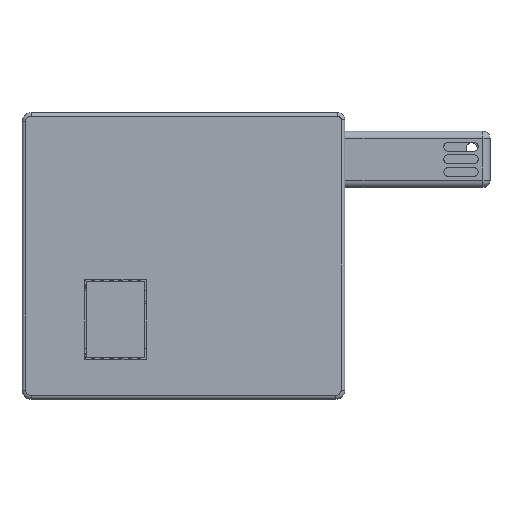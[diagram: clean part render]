
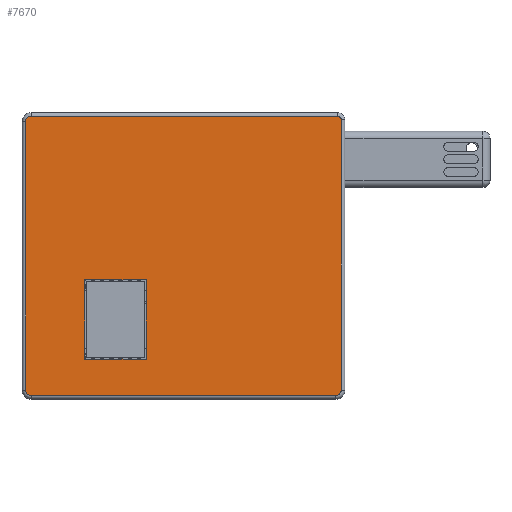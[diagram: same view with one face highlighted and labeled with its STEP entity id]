
A CAD part, top view. The second image highlights one B-rep face of the part: STEP entity #7670.
In plain terms, the highlighted planar face has unit normal (0, 0, 1).
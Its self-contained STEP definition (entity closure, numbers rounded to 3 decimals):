
#2014=FACE_BOUND('',#15486,.T.);
#2972=CIRCLE('',#57738,1.5);
#2973=CIRCLE('',#57739,1.);
#2974=CIRCLE('',#57740,1.5);
#2975=CIRCLE('',#57741,1.5);
#7670=ADVANCED_FACE('',(#2014,#12476),#9839,.T.);
#9839=PLANE('',#57742);
#12476=FACE_OUTER_BOUND('',#15487,.T.);
#15486=EDGE_LOOP('',(#27907,#27908,#27909,#27910));
#15487=EDGE_LOOP('',(#27911,#27912,#27913,#27914,#27915,#27916,#27917,#27918));
#27907=ORIENTED_EDGE('',*,*,#41770,.F.);
#27908=ORIENTED_EDGE('',*,*,#41771,.F.);
#27909=ORIENTED_EDGE('',*,*,#41772,.F.);
#27910=ORIENTED_EDGE('',*,*,#41773,.F.);
#27911=ORIENTED_EDGE('',*,*,#41774,.T.);
#27912=ORIENTED_EDGE('',*,*,#41775,.T.);
#27913=ORIENTED_EDGE('',*,*,#41776,.T.);
#27914=ORIENTED_EDGE('',*,*,#41777,.T.);
#27915=ORIENTED_EDGE('',*,*,#41778,.T.);
#27916=ORIENTED_EDGE('',*,*,#41779,.T.);
#27917=ORIENTED_EDGE('',*,*,#41780,.T.);
#27918=ORIENTED_EDGE('',*,*,#41781,.T.);
#34913=VERTEX_POINT('',#93264);
#34914=VERTEX_POINT('',#93265);
#34915=VERTEX_POINT('',#93267);
#34916=VERTEX_POINT('',#93269);
#34917=VERTEX_POINT('',#93272);
#34918=VERTEX_POINT('',#93273);
#34919=VERTEX_POINT('',#93275);
#34920=VERTEX_POINT('',#93277);
#34921=VERTEX_POINT('',#93279);
#34922=VERTEX_POINT('',#93281);
#34923=VERTEX_POINT('',#93283);
#34924=VERTEX_POINT('',#93285);
#41770=EDGE_CURVE('',#34913,#34914,#47829,.T.);
#41771=EDGE_CURVE('',#34915,#34913,#47830,.T.);
#41772=EDGE_CURVE('',#34916,#34915,#47831,.T.);
#41773=EDGE_CURVE('',#34914,#34916,#47832,.T.);
#41774=EDGE_CURVE('',#34917,#34918,#47833,.T.);
#41775=EDGE_CURVE('',#34918,#34919,#2972,.T.);
#41776=EDGE_CURVE('',#34919,#34920,#47834,.T.);
#41777=EDGE_CURVE('',#34920,#34921,#2973,.T.);
#41778=EDGE_CURVE('',#34921,#34922,#47835,.T.);
#41779=EDGE_CURVE('',#34922,#34923,#2974,.T.);
#41780=EDGE_CURVE('',#34923,#34924,#47836,.T.);
#41781=EDGE_CURVE('',#34924,#34917,#2975,.T.);
#47829=LINE('',#93263,#53711);
#47830=LINE('',#93266,#53712);
#47831=LINE('',#93268,#53713);
#47832=LINE('',#93270,#53714);
#47833=LINE('',#93271,#53715);
#47834=LINE('',#93276,#53716);
#47835=LINE('',#93280,#53717);
#47836=LINE('',#93284,#53718);
#53711=VECTOR('',#68809,1.);
#53712=VECTOR('',#68810,1.);
#53713=VECTOR('',#68811,1.);
#53714=VECTOR('',#68812,1.);
#53715=VECTOR('',#68813,1.);
#53716=VECTOR('',#68816,1.);
#53717=VECTOR('',#68819,1.);
#53718=VECTOR('',#68822,1.);
#57738=AXIS2_PLACEMENT_3D('',#93274,#68814,#68815);
#57739=AXIS2_PLACEMENT_3D('',#93278,#68817,#68818);
#57740=AXIS2_PLACEMENT_3D('',#93282,#68820,#68821);
#57741=AXIS2_PLACEMENT_3D('',#93286,#68823,#68824);
#57742=AXIS2_PLACEMENT_3D('',#93287,#68825,#68826);
#68809=DIRECTION('',(1.,0.,0.));
#68810=DIRECTION('',(0.,-1.,0.));
#68811=DIRECTION('',(-1.,0.,0.));
#68812=DIRECTION('',(0.,1.,0.));
#68813=DIRECTION('',(1.,0.,0.));
#68814=DIRECTION('',(0.,0.,1.));
#68815=DIRECTION('',(1.,0.,0.));
#68816=DIRECTION('',(0.,1.,0.));
#68817=DIRECTION('',(0.,0.,1.));
#68818=DIRECTION('',(1.,0.,0.));
#68819=DIRECTION('',(-1.,0.,0.));
#68820=DIRECTION('',(0.,0.,1.));
#68821=DIRECTION('',(1.,0.,0.));
#68822=DIRECTION('',(0.,-1.,0.));
#68823=DIRECTION('',(0.,0.,1.));
#68824=DIRECTION('',(1.,0.,0.));
#68825=DIRECTION('',(0.,0.,1.));
#68826=DIRECTION('',(-1.,0.,0.));
#93263=CARTESIAN_POINT('',(272.279,37.873,25.));
#93264=CARTESIAN_POINT('',(245.029,37.873,25.));
#93265=CARTESIAN_POINT('',(262.029,37.873,25.));
#93266=CARTESIAN_POINT('',(245.029,66.403,25.));
#93267=CARTESIAN_POINT('',(245.029,59.873,25.));
#93268=CARTESIAN_POINT('',(272.279,59.873,25.));
#93269=CARTESIAN_POINT('',(262.029,59.873,25.));
#93270=CARTESIAN_POINT('',(262.029,66.403,25.));
#93271=CARTESIAN_POINT('',(272.279,27.903,25.));
#93272=CARTESIAN_POINT('',(230.279,27.903,25.));
#93273=CARTESIAN_POINT('',(314.279,27.903,25.));
#93274=CARTESIAN_POINT('',(314.279,29.403,25.));
#93275=CARTESIAN_POINT('',(315.779,29.403,25.));
#93276=CARTESIAN_POINT('',(315.779,66.403,25.));
#93277=CARTESIAN_POINT('',(315.779,103.903,25.));
#93278=CARTESIAN_POINT('',(314.779,103.903,25.));
#93279=CARTESIAN_POINT('',(314.779,104.903,25.));
#93280=CARTESIAN_POINT('',(272.279,104.903,25.));
#93281=CARTESIAN_POINT('',(230.279,104.903,25.));
#93282=CARTESIAN_POINT('',(230.279,103.403,25.));
#93283=CARTESIAN_POINT('',(228.779,103.403,25.));
#93284=CARTESIAN_POINT('',(228.779,66.403,25.));
#93285=CARTESIAN_POINT('',(228.779,29.403,25.));
#93286=CARTESIAN_POINT('',(230.279,29.403,25.));
#93287=CARTESIAN_POINT('',(272.279,66.403,25.));
